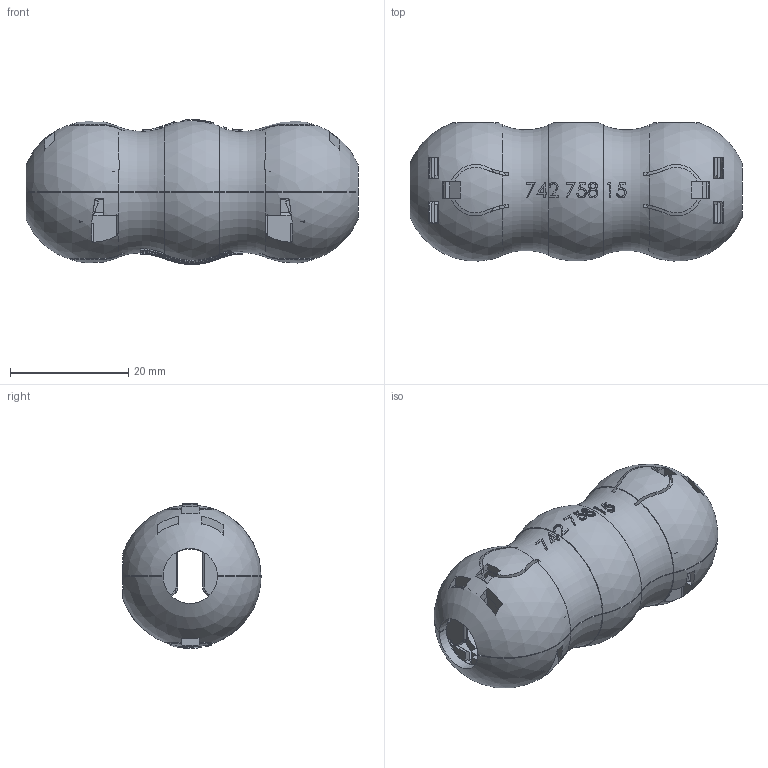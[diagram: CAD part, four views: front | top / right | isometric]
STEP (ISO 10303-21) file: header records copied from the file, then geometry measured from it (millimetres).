
FILE_DESCRIPTION(/* description */ ('Unknown'),/* implementation_level */ '2;1');
FILE_NAME(/* name */ '74275815',/* time_stamp */ '2023-08-17T16:25:58+02:00',/* author */ ('Unknown'),/* organization */ ('Unknown'),/* preprocessor_version */ 'ST-DEVELOPER v16.7',/* originating_system */ 'Solid Edge',/* authorisation */ 'Unknown');
FILE_SCHEMA (('AUTOMOTIVE_DESIGN {1 0 10303 214 3 1 1}'));
Length unit declared in the file: millimetre
Products named in the file (4): 74275815; 1683976741_unten; 742 7515C; 1683976741_oben
Assembly tree (3 placements, depth 2):
  74275815
    1683976741_unten
    742 7515C
    1683976741_oben
Bounding box: 56.17 x 23.37 x 24.49 mm (x, y, z)
Volume: 9624.1 mm3; surface area: 12455.1 mm2
Topology: 3 solids, 3 shells, 1487 faces, 4168 edges, 2717 vertices
Faces by surface type: plane 1030, cylinder 220, sphere 102, torus 65, bspline 58, cone 12
Full cylindrical faces by diameter (mm): 0.273 x2, 0.842 x5, 1.4 x2, 1.5 x2
Entity records: 50290 total; most frequent: CARTESIAN_POINT 11601, ORIENTED_EDGE 8266, DIRECTION 8164, EDGE_CURVE 4133, AXIS2_PLACEMENT_3D 3094, VERTEX_POINT 2711, LINE 1976, VECTOR 1976
